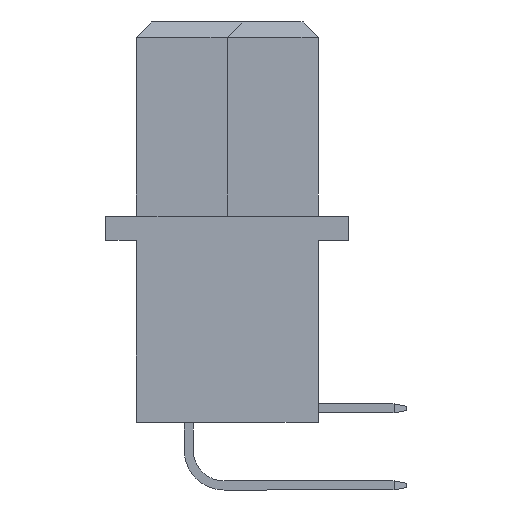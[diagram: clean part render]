
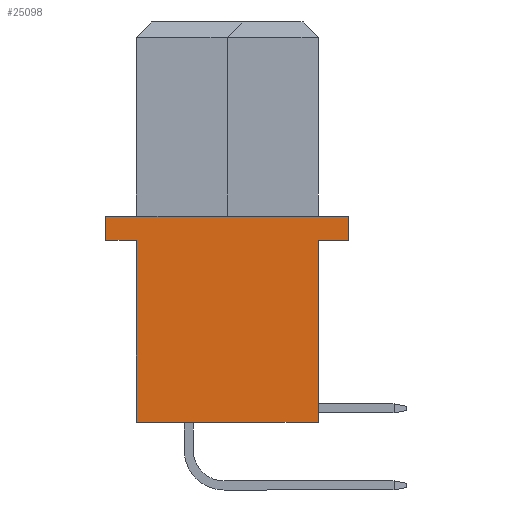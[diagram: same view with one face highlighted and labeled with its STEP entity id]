
A CAD part, left-side view. The second image highlights one B-rep face of the part: STEP entity #25098.
In plain terms, the highlighted planar face has unit normal (-1, 0, 0).
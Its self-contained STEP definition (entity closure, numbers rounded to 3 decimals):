
#258 = ORIENTED_EDGE ( 'NONE', *, *, #17376, .F. ) ;
#451 = CARTESIAN_POINT ( 'NONE',  ( -47., -4., -13.2 ) ) ;
#655 = AXIS2_PLACEMENT_3D ( 'NONE', #14408, #18660, #8251 ) ;
#844 = EDGE_CURVE ( 'NONE', #26411, #18787, #10860, .T. ) ;
#1247 = DIRECTION ( 'NONE',  ( 0., 1., 0. ) ) ;
#1497 = VECTOR ( 'NONE', #14476, 1000. ) ;
#2210 = EDGE_CURVE ( 'NONE', #7391, #24177, #11665, .T. ) ;
#2287 = CARTESIAN_POINT ( 'NONE',  ( -47., -3., -7.2 ) ) ;
#2469 = CARTESIAN_POINT ( 'NONE',  ( -47., 4., -6.4 ) ) ;
#2545 = VERTEX_POINT ( 'NONE', #2469 ) ;
#3167 = ORIENTED_EDGE ( 'NONE', *, *, #26612, .F. ) ;
#3186 = VECTOR ( 'NONE', #13911, 1000. ) ;
#3495 = ORIENTED_EDGE ( 'NONE', *, *, #844, .T. ) ;
#4085 = CARTESIAN_POINT ( 'NONE',  ( -47., 4., -6.4 ) ) ;
#4954 = DIRECTION ( 'NONE',  ( 0., -1., 0. ) ) ;
#5090 = LINE ( 'NONE', #21680, #22256 ) ;
#5548 = LINE ( 'NONE', #11849, #3186 ) ;
#5770 = VECTOR ( 'NONE', #1247, 1000. ) ;
#6120 = CARTESIAN_POINT ( 'NONE',  ( -47., 4., -13.2 ) ) ;
#6205 = DIRECTION ( 'NONE',  ( 0., 0., 1. ) ) ;
#6417 = ORIENTED_EDGE ( 'NONE', *, *, #2210, .F. ) ;
#6506 = VERTEX_POINT ( 'NONE', #12588 ) ;
#7191 = ORIENTED_EDGE ( 'NONE', *, *, #24092, .F. ) ;
#7391 = VERTEX_POINT ( 'NONE', #13960 ) ;
#8251 = DIRECTION ( 'NONE',  ( 0., 0., 1. ) ) ;
#8284 = VECTOR ( 'NONE', #6205, 1000. ) ;
#8301 = VERTEX_POINT ( 'NONE', #11454 ) ;
#8640 = VECTOR ( 'NONE', #10618, 1000. ) ;
#9474 = VECTOR ( 'NONE', #17741, 1000. ) ;
#9552 = ORIENTED_EDGE ( 'NONE', *, *, #9763, .F. ) ;
#9763 = EDGE_CURVE ( 'NONE', #8301, #14555, #5548, .T. ) ;
#10618 = DIRECTION ( 'NONE',  ( 0., 0., -1. ) ) ;
#10860 = LINE ( 'NONE', #15505, #21687 ) ;
#11127 = CARTESIAN_POINT ( 'NONE',  ( -47., -3., -13.2 ) ) ;
#11454 = CARTESIAN_POINT ( 'NONE',  ( -47., 3., -7.2 ) ) ;
#11665 = LINE ( 'NONE', #20024, #5770 ) ;
#11849 = CARTESIAN_POINT ( 'NONE',  ( -47., 4., -7.2 ) ) ;
#12588 = CARTESIAN_POINT ( 'NONE',  ( -47., -4., -6.4 ) ) ;
#12949 = CARTESIAN_POINT ( 'NONE',  ( -47., -3., -7.2 ) ) ;
#13655 = ORIENTED_EDGE ( 'NONE', *, *, #18765, .T. ) ;
#13911 = DIRECTION ( 'NONE',  ( 0., 1., 0. ) ) ;
#13960 = CARTESIAN_POINT ( 'NONE',  ( -47., -4., -7.2 ) ) ;
#14408 = CARTESIAN_POINT ( 'NONE',  ( -47., -4., -13.2 ) ) ;
#14476 = DIRECTION ( 'NONE',  ( 0., 0., 1. ) ) ;
#14491 = LINE ( 'NONE', #4085, #9474 ) ;
#14555 = VERTEX_POINT ( 'NONE', #16262 ) ;
#14726 = LINE ( 'NONE', #12949, #8640 ) ;
#15505 = CARTESIAN_POINT ( 'NONE',  ( -47., -4., -13.2 ) ) ;
#15772 = DIRECTION ( 'NONE',  ( 0., 0., -1. ) ) ;
#16262 = CARTESIAN_POINT ( 'NONE',  ( -47., 4., -7.2 ) ) ;
#16470 = PLANE ( 'NONE',  #655 ) ;
#17298 = LINE ( 'NONE', #451, #8284 ) ;
#17376 = EDGE_CURVE ( 'NONE', #24177, #18787, #14726, .T. ) ;
#17741 = DIRECTION ( 'NONE',  ( 0., -1., 0. ) ) ;
#18660 = DIRECTION ( 'NONE',  ( -1., 0., 0. ) ) ;
#18765 = EDGE_CURVE ( 'NONE', #8301, #26411, #5090, .T. ) ;
#18766 = EDGE_LOOP ( 'NONE', ( #258, #6417, #21178, #3167, #7191, #9552, #13655, #3495 ) ) ;
#18787 = VERTEX_POINT ( 'NONE', #11127 ) ;
#19807 = EDGE_CURVE ( 'NONE', #7391, #6506, #17298, .T. ) ;
#20024 = CARTESIAN_POINT ( 'NONE',  ( -47., -3., -7.2 ) ) ;
#20528 = CARTESIAN_POINT ( 'NONE',  ( -47., 3., -13.2 ) ) ;
#21178 = ORIENTED_EDGE ( 'NONE', *, *, #19807, .T. ) ;
#21680 = CARTESIAN_POINT ( 'NONE',  ( -47., 3., -7.2 ) ) ;
#21687 = VECTOR ( 'NONE', #4954, 1000. ) ;
#22256 = VECTOR ( 'NONE', #15772, 1000. ) ;
#22785 = FACE_OUTER_BOUND ( 'NONE', #18766, .T. ) ;
#24092 = EDGE_CURVE ( 'NONE', #14555, #2545, #24924, .T. ) ;
#24177 = VERTEX_POINT ( 'NONE', #2287 ) ;
#24924 = LINE ( 'NONE', #6120, #1497 ) ;
#25098 = ADVANCED_FACE ( 'NONE', ( #22785 ), #16470, .T. ) ;
#26411 = VERTEX_POINT ( 'NONE', #20528 ) ;
#26612 = EDGE_CURVE ( 'NONE', #2545, #6506, #14491, .T. ) ;
